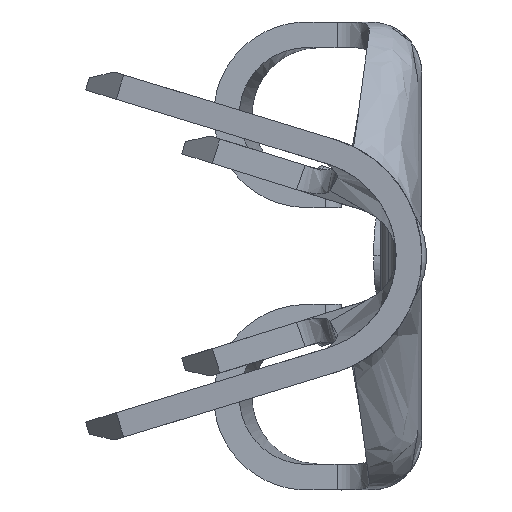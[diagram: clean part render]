
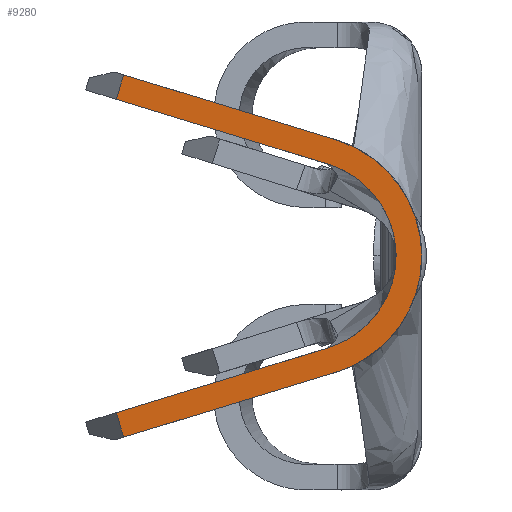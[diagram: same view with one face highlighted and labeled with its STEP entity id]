
A CAD part, left-side view. The second image highlights one B-rep face of the part: STEP entity #9280.
In plain terms, the highlighted planar face has unit normal (-0.996, 0.087, 0).
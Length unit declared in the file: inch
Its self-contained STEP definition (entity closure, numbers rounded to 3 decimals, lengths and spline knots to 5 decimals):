
#7 = ORIENTED_EDGE ( 'NONE', *, *, #389, .F. ) ;
#306 = FACE_OUTER_BOUND ( 'NONE', #2210, .T. ) ;
#389 = EDGE_CURVE ( 'NONE', #5903, #6521, #5070, .T. ) ;
#648 = CARTESIAN_POINT ( 'NONE',  ( -0.72163, 0.194, -0.15 ) ) ;
#1007 = DIRECTION ( 'NONE',  ( -0.083, -0.953, 0.292 ) ) ;
#1032 = EDGE_CURVE ( 'NONE', #6521, #5590, #5760, .T. ) ;
#1054 = CARTESIAN_POINT ( 'NONE',  ( -0.73428, 0.04942, 0.05951 ) ) ;
#1195 = EDGE_CURVE ( 'NONE', #14210, #1338, #4700, .T. ) ;
#1223 = DIRECTION ( 'NONE',  ( 0.026, 0.293, -0.956 ) ) ;
#1338 = VERTEX_POINT ( 'NONE', #9447 ) ;
#1720 = VECTOR ( 'NONE', #1223, 39.37008 ) ;
#1959 = EDGE_CURVE ( 'NONE', #4691, #5590, #12927, .T. ) ;
#2210 = EDGE_LOOP ( 'NONE', ( #3412, #9986, #5751, #7, #14068, #8592, #7810, #5685 ) ) ;
#2773 = VECTOR ( 'NONE', #13875, 39.37008 ) ;
#2856 = DIRECTION ( 'NONE',  ( -0.026, -0.293, -0.956 ) ) ;
#2888 = PLANE ( 'NONE',  #13519 ) ;
#3412 = ORIENTED_EDGE ( 'NONE', *, *, #7628, .F. ) ;
#3424 = CARTESIAN_POINT ( 'NONE',  ( -0.7237, 0.17026, -0.11322 ) ) ;
#3754 = CARTESIAN_POINT ( 'NONE',  ( -0.73468, 0.04477, 0.07482 ) ) ;
#4028 = DIRECTION ( 'NONE',  ( 0.996, -0.087, 0. ) ) ;
#4394 = EDGE_CURVE ( 'NONE', #14501, #1338, #4424, .T. ) ;
#4424 = LINE ( 'NONE', #1054, #7439 ) ;
#4691 = VERTEX_POINT ( 'NONE', #11583 ) ;
#4700 = LINE ( 'NONE', #8032, #1720 ) ;
#4741 = CARTESIAN_POINT ( 'NONE',  ( -0.74297, -0.04991, 0.04584 ) ) ;
#4844 = DIRECTION ( 'NONE',  ( -0.083, -0.953, -0.292 ) ) ;
#5070 =( BOUNDED_CURVE ( )  B_SPLINE_CURVE ( 3, ( #6964, #4741, #10386, #11506 ),
 .UNSPECIFIED., .F., .F. ) 
 B_SPLINE_CURVE_WITH_KNOTS ( ( 4, 4 ),
 ( 5.00937, 7.557 ),
 .UNSPECIFIED. ) 
 CURVE ( )  GEOMETRIC_REPRESENTATION_ITEM ( )  RATIONAL_B_SPLINE_CURVE ( ( 1., 0.528, 0.528, 1. ) ) 
 REPRESENTATION_ITEM ( '' )  );
#5590 = VERTEX_POINT ( 'NONE', #3424 ) ;
#5685 = ORIENTED_EDGE ( 'NONE', *, *, #13878, .F. ) ;
#5704 = EDGE_CURVE ( 'NONE', #14210, #5903, #7235, .T. ) ;
#5725 = CARTESIAN_POINT ( 'NONE',  ( -0.73489, 0.04244, -0.05737 ) ) ;
#5751 = ORIENTED_EDGE ( 'NONE', *, *, #1032, .F. ) ;
#5760 = LINE ( 'NONE', #11633, #2773 ) ;
#5903 = VERTEX_POINT ( 'NONE', #9294 ) ;
#6111 = CARTESIAN_POINT ( 'NONE',  ( -0.74094, -0.02677, 0.03619 ) ) ;
#6256 = CARTESIAN_POINT ( 'NONE',  ( -0.72443, 0.16202, -0.14014 ) ) ;
#6521 = VERTEX_POINT ( 'NONE', #6777 ) ;
#6777 = CARTESIAN_POINT ( 'NONE',  ( -0.7353, 0.03776, -0.07267 ) ) ;
#6964 = CARTESIAN_POINT ( 'NONE',  ( -0.7353, 0.03776, 0.07267 ) ) ;
#7198 = CARTESIAN_POINT ( 'NONE',  ( -0.73489, 0.04244, -0.05737 ) ) ;
#7235 = LINE ( 'NONE', #3754, #7595 ) ;
#7439 = VECTOR ( 'NONE', #7780, 39.37008 ) ;
#7595 = VECTOR ( 'NONE', #4844, 39.37008 ) ;
#7628 = EDGE_CURVE ( 'NONE', #4691, #8451, #12963, .T. ) ;
#7780 = DIRECTION ( 'NONE',  ( 0.083, 0.953, 0.292 ) ) ;
#7810 = ORIENTED_EDGE ( 'NONE', *, *, #4394, .F. ) ;
#8032 = CARTESIAN_POINT ( 'NONE',  ( -0.71709, 0.24592, -0.13399 ) ) ;
#8451 = VERTEX_POINT ( 'NONE', #5725 ) ;
#8592 = ORIENTED_EDGE ( 'NONE', *, *, #1195, .T. ) ;
#8940 = CARTESIAN_POINT ( 'NONE',  ( -0.73489, 0.04244, 0.05737 ) ) ;
#9280 = ADVANCED_FACE ( 'NONE', ( #306 ), #2888, .F. ) ;
#9294 = CARTESIAN_POINT ( 'NONE',  ( -0.7353, 0.03776, 0.07267 ) ) ;
#9447 = CARTESIAN_POINT ( 'NONE',  ( -0.72329, 0.17494, 0.09792 ) ) ;
#9966 = VECTOR ( 'NONE', #2856, 39.37008 ) ;
#9986 = ORIENTED_EDGE ( 'NONE', *, *, #1959, .T. ) ;
#9994 = VECTOR ( 'NONE', #1007, 39.37008 ) ;
#10386 = CARTESIAN_POINT ( 'NONE',  ( -0.74297, -0.04991, -0.04584 ) ) ;
#10456 =( BOUNDED_CURVE ( )  B_SPLINE_CURVE ( 3, ( #7198, #11690, #6111, #13934 ),
 .UNSPECIFIED., .F., .F. ) 
 B_SPLINE_CURVE_WITH_KNOTS ( ( 4, 4 ),
 ( 5.00937, 7.557 ),
 .UNSPECIFIED. ) 
 CURVE ( )  GEOMETRIC_REPRESENTATION_ITEM ( )  RATIONAL_B_SPLINE_CURVE ( ( 1., 0.528, 0.528, 1. ) ) 
 REPRESENTATION_ITEM ( '' )  );
#11063 = CARTESIAN_POINT ( 'NONE',  ( -0.73428, 0.04942, -0.05951 ) ) ;
#11506 = CARTESIAN_POINT ( 'NONE',  ( -0.7353, 0.03776, -0.07267 ) ) ;
#11583 = CARTESIAN_POINT ( 'NONE',  ( -0.72329, 0.17494, -0.09792 ) ) ;
#11633 = CARTESIAN_POINT ( 'NONE',  ( -0.73468, 0.04477, -0.07482 ) ) ;
#11690 = CARTESIAN_POINT ( 'NONE',  ( -0.74094, -0.02677, -0.03619 ) ) ;
#11867 = DIRECTION ( 'NONE',  ( 0.087, 0.996, 0. ) ) ;
#12927 = LINE ( 'NONE', #6256, #9966 ) ;
#12963 = LINE ( 'NONE', #11063, #9994 ) ;
#13496 = CARTESIAN_POINT ( 'NONE',  ( -0.7237, 0.17026, 0.11322 ) ) ;
#13519 = AXIS2_PLACEMENT_3D ( 'NONE', #648, #4028, #11867 ) ;
#13875 = DIRECTION ( 'NONE',  ( 0.083, 0.953, -0.292 ) ) ;
#13878 = EDGE_CURVE ( 'NONE', #8451, #14501, #10456, .T. ) ;
#13934 = CARTESIAN_POINT ( 'NONE',  ( -0.73489, 0.04244, 0.05737 ) ) ;
#14068 = ORIENTED_EDGE ( 'NONE', *, *, #5704, .F. ) ;
#14210 = VERTEX_POINT ( 'NONE', #13496 ) ;
#14501 = VERTEX_POINT ( 'NONE', #8940 ) ;
